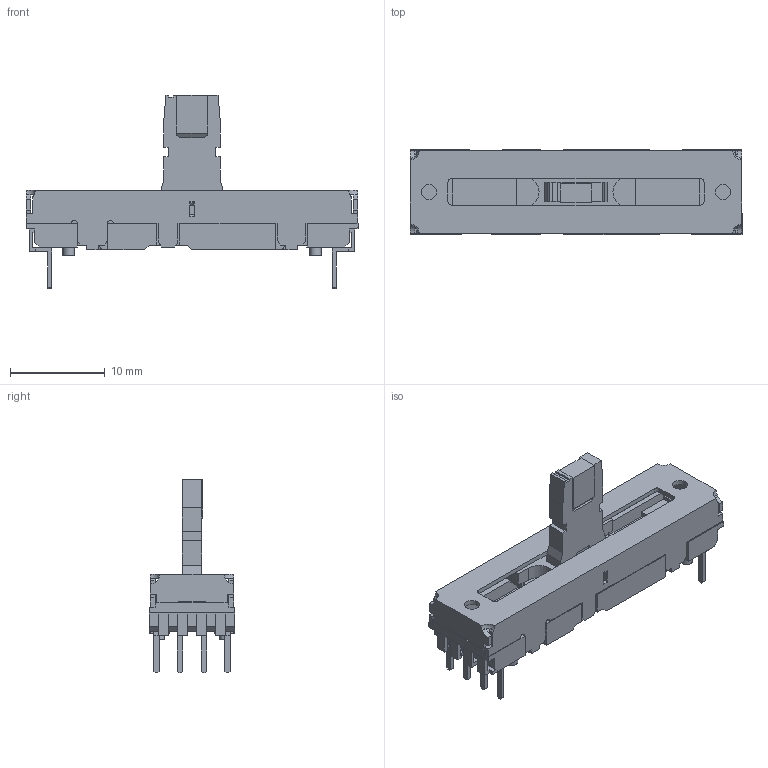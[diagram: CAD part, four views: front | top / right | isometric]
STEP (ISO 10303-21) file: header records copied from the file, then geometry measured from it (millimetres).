
FILE_DESCRIPTION((''),'2;1');
FILE_NAME('RF20211G-10L.stp','2020-07-28T09:15:20',('kak13012'),(''),'Autodesk Inventor 2010','Autodesk Inventor 2010','');
FILE_SCHEMA(('AUTOMOTIVE_DESIGN { 1 0 10303 214 1 1 1 1 }'));
Length unit declared in the file: millimetre
Products named in the file (1): RF20211G-10L
Bounding box: 35 x 9 x 20.4 mm (x, y, z)
Volume: 1062.7 mm3; surface area: 2616.8 mm2
Topology: 1 solids, 1 shells, 524 faces, 1493 edges, 960 vertices
Faces by surface type: plane 389, bspline 70, cylinder 62, sphere 2, cone 1
Full cylindrical faces by diameter (mm): 0.98 x4, 1 x1, 1.2 x4, 1.6 x3
Entity records: 17477 total; most frequent: CARTESIAN_POINT 3901, ORIENTED_EDGE 2956, DIRECTION 2548, EDGE_CURVE 1478, VECTOR 1318, LINE 1318, VERTEX_POINT 958, AXIS2_PLACEMENT_3D 615
